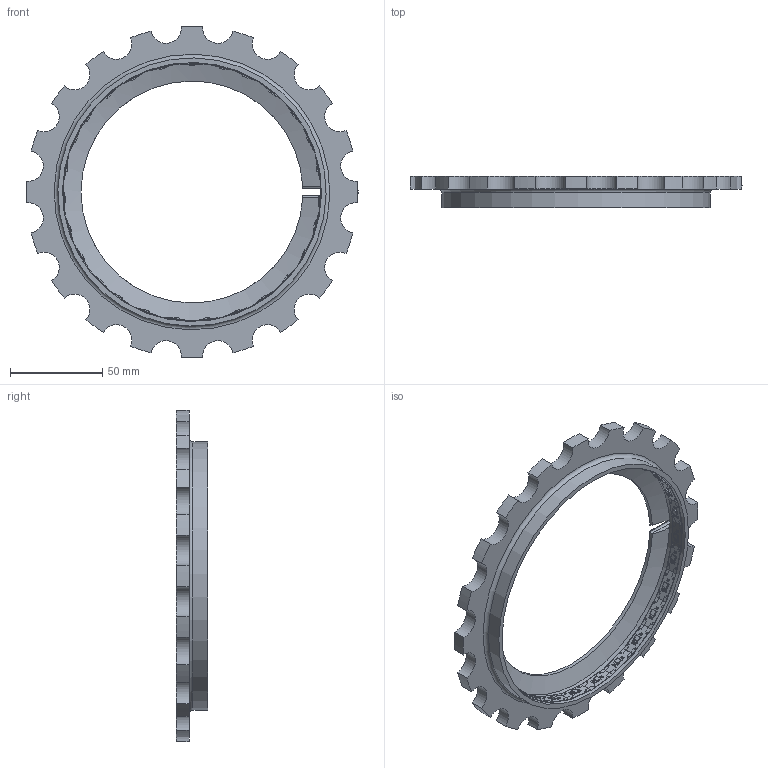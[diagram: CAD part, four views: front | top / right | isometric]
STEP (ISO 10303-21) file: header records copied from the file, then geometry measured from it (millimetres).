
FILE_DESCRIPTION(/* description */ ('','CAx-IF Rec.Pracs.---Representation and Presentation of Product Manufacturing Information (PMI)---4.0---2014-10-13'),/* implementation_level */ '2;1');
FILE_NAME(/* name */ 'LED-Ring v7.step',/* time_stamp */ '2025-02-05T14:38:11+01:00',/* author */ (''),/* organization */ (''),/* preprocessor_version */ 'ST-DEVELOPER v20',/* originating_system */ 'Autodesk Translation Framework v13.20.0.188',/* authorisation */ '');
FILE_SCHEMA (('AP242_MANAGED_MODEL_BASED_3D_ENGINEERING_MIM_LF { 1 0 10303 442 1 1 4 }'));
Length unit declared in the file: millimetre
Products named in the file (7): LED-Ring; LED_5V_5x; LED_5V_5x_1; LED_5V_5x_2; LED_5V_5x_3; LED_5V_5x_4; LED_Segment5V_60
Assembly tree (35 placements, depth 3):
  LED-Ring
    LED_5V_5x
      LED_Segment5V_60  x6
    LED_5V_5x_1
      LED_Segment5V_60  x6
    LED_5V_5x_2
      LED_Segment5V_60  x6
    LED_5V_5x_3
      LED_Segment5V_60  x6
    LED_5V_5x_4
      LED_Segment5V_60  x6
Bounding box: 179.48 x 17 x 179.46 mm (x, y, z)
Volume: 81301.3 mm3; surface area: 47500.8 mm2
Topology: 31 solids, 31 shells, 4047 faces, 10663 edges, 7068 vertices
Faces by surface type: plane 3068, bspline 510, cylinder 347, torus 121, cone 1
Full cylindrical faces by diameter (mm): 140 x1, 145 x1
Entity records: 7760 total; most frequent: CARTESIAN_POINT 2514, ORIENTED_EDGE 1026, DIRECTION 1012, EDGE_CURVE 513, LINE 348, VECTOR 348, VERTEX_POINT 340, AXIS2_PLACEMENT_3D 332
